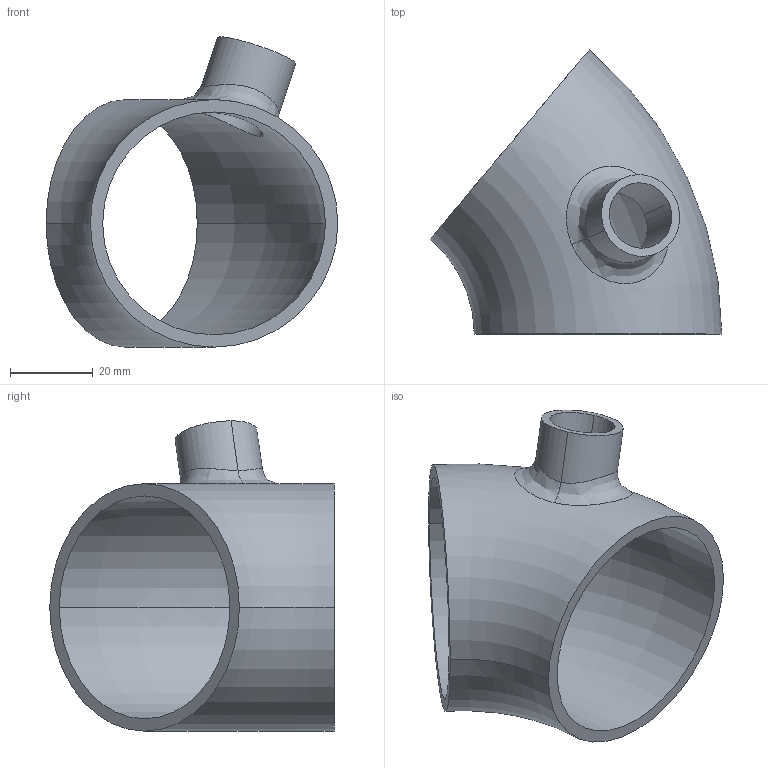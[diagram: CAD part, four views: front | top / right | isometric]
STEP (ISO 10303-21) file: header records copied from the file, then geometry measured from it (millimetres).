
FILE_DESCRIPTION (( 'STEP AP203' ), '1' );
FILE_NAME ('Essaiadmission.STEP', '2021-09-28T13:53:07', ( '' ), ( '' ), 'SwSTEP 2.0', 'SolidWorks 2020', '' );
FILE_SCHEMA (( 'CONFIG_CONTROL_DESIGN' ));
Length unit declared in the file: millimetre
Products named in the file (1): Essaiadmission
Bounding box: 70.72 x 68.94 x 75.21 mm (x, y, z)
Volume: 29488.3 mm3; surface area: 21259.4 mm2
Topology: 1 solids, 1 shells, 13 faces, 29 edges, 19 vertices
Faces by surface type: torus 4, cylinder 4, plane 3, bspline 2
Entity records: 1319 total; most frequent: CARTESIAN_POINT 953, DIRECTION 60, ORIENTED_EDGE 58, EDGE_CURVE 29, AXIS2_PLACEMENT_3D 28, VERTEX_POINT 19, EDGE_LOOP 18, CIRCLE 16
